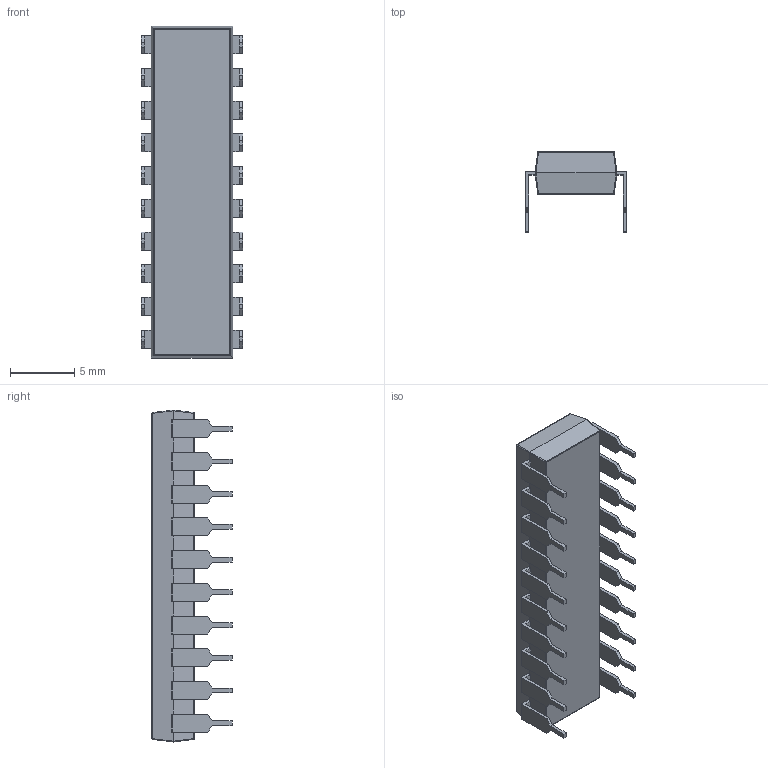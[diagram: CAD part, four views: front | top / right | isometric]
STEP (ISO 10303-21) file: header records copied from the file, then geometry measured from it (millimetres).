
FILE_DESCRIPTION (( 'STEP AP214' ), '1' );
FILE_NAME ('875BEBFA-9FA7-46AD-BBF6-4BE06E1C8578.STEP', '2007-05-02T20:34:10', ( 'sysAdmin' ), ( 'SolidWorks' ), 'SwSTEP 2.0', 'SolidWorks 2007', '' );
FILE_SCHEMA (( 'AUTOMOTIVE_DESIGN' ));
Length unit declared in the file: inch
Products named in the file (1): 875BEBFA-9FA7-46AD-BBF6-4BE06E1C8578
Bounding box: 7.87 x 6.22 x 25.78 mm (x, y, z)
Volume: 547.2 mm3; surface area: 781.7 mm2
Topology: 1 solids, 1 shells, 278 faces, 802 edges, 518 vertices
Faces by surface type: plane 231, cylinder 39, sphere 8
Entity records: 9441 total; most frequent: CARTESIAN_POINT 1633, ORIENTED_EDGE 1588, DIRECTION 1414, EDGE_CURVE 794, VECTOR 720, LINE 720, VERTEX_POINT 518, AXIS2_PLACEMENT_3D 347
